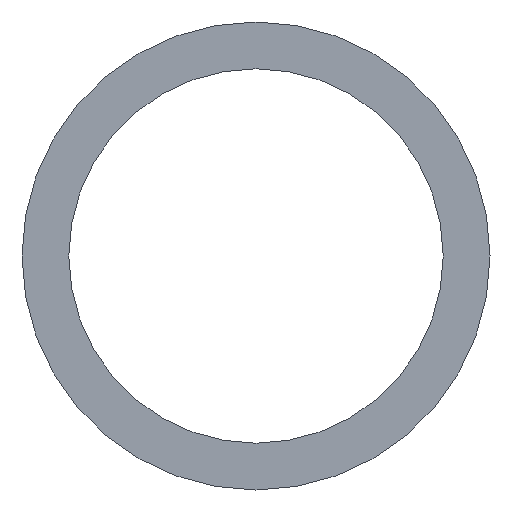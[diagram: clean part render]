
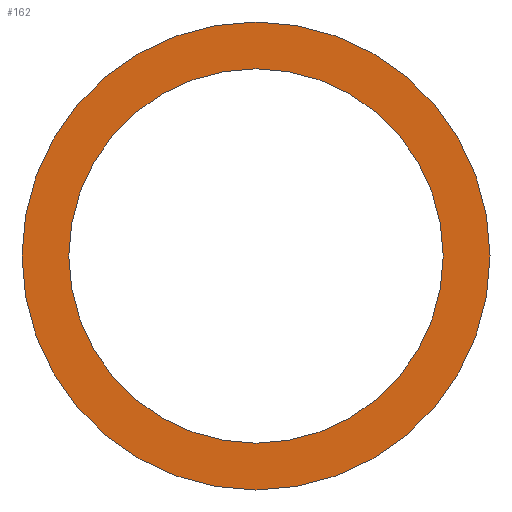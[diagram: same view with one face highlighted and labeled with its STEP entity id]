
A CAD part, left-side view. The second image highlights one B-rep face of the part: STEP entity #162.
In plain terms, the highlighted planar face has unit normal (-1, 0, 0).
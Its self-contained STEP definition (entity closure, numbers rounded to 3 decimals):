
#3 = EDGE_CURVE ( 'NONE', #193, #80, #18, .T. ) ;
#7 = ORIENTED_EDGE ( 'NONE', *, *, #237, .F. ) ;
#16 = DIRECTION ( 'NONE',  ( 0., 0., -1. ) ) ;
#18 = CIRCLE ( 'NONE', #150, 20. ) ;
#19 = EDGE_CURVE ( 'NONE', #80, #193, #86, .T. ) ;
#24 = DIRECTION ( 'NONE',  ( 0., 0., -1. ) ) ;
#25 = VERTEX_POINT ( 'NONE', #28 ) ;
#27 = DIRECTION ( 'NONE',  ( 1., 0., 0. ) ) ;
#28 = CARTESIAN_POINT ( 'NONE',  ( 0., 0., -25. ) ) ;
#35 = CIRCLE ( 'NONE', #199, 25. ) ;
#39 = VERTEX_POINT ( 'NONE', #44 ) ;
#44 = CARTESIAN_POINT ( 'NONE',  ( 0., 0., 25. ) ) ;
#51 = EDGE_CURVE ( 'NONE', #25, #39, #239, .T. ) ;
#52 = FACE_OUTER_BOUND ( 'NONE', #97, .T. ) ;
#62 = CARTESIAN_POINT ( 'NONE',  ( 0., 0., 0. ) ) ;
#77 = CARTESIAN_POINT ( 'NONE',  ( 0., 0., 0. ) ) ;
#80 = VERTEX_POINT ( 'NONE', #217 ) ;
#86 = CIRCLE ( 'NONE', #190, 20. ) ;
#95 = DIRECTION ( 'NONE',  ( 0., 0., -1. ) ) ;
#97 = EDGE_LOOP ( 'NONE', ( #7, #175 ) ) ;
#99 = EDGE_LOOP ( 'NONE', ( #189, #166 ) ) ;
#100 = DIRECTION ( 'NONE',  ( 1., 0., 0. ) ) ;
#105 = CARTESIAN_POINT ( 'NONE',  ( 0., 0., 0. ) ) ;
#123 = CARTESIAN_POINT ( 'NONE',  ( 0., 0., -20. ) ) ;
#124 = CARTESIAN_POINT ( 'NONE',  ( 0., 0., 0. ) ) ;
#126 = PLANE ( 'NONE',  #135 ) ;
#135 = AXIS2_PLACEMENT_3D ( 'NONE', #105, #198, #16 ) ;
#141 = DIRECTION ( 'NONE',  ( 1., 0., 0. ) ) ;
#150 = AXIS2_PLACEMENT_3D ( 'NONE', #192, #100, #24 ) ;
#162 = ADVANCED_FACE ( 'NONE', ( #52, #236 ), #126, .F. ) ;
#166 = ORIENTED_EDGE ( 'NONE', *, *, #3, .T. ) ;
#175 = ORIENTED_EDGE ( 'NONE', *, *, #51, .F. ) ;
#188 = DIRECTION ( 'NONE',  ( 0., 0., -1. ) ) ;
#189 = ORIENTED_EDGE ( 'NONE', *, *, #19, .T. ) ;
#190 = AXIS2_PLACEMENT_3D ( 'NONE', #62, #141, #188 ) ;
#192 = CARTESIAN_POINT ( 'NONE',  ( 0., 0., 0. ) ) ;
#193 = VERTEX_POINT ( 'NONE', #123 ) ;
#195 = DIRECTION ( 'NONE',  ( 0., 0., -1. ) ) ;
#198 = DIRECTION ( 'NONE',  ( 1., 0., 0. ) ) ;
#199 = AXIS2_PLACEMENT_3D ( 'NONE', #124, #238, #195 ) ;
#217 = CARTESIAN_POINT ( 'NONE',  ( 0., 0., 20. ) ) ;
#236 = FACE_BOUND ( 'NONE', #99, .T. ) ;
#237 = EDGE_CURVE ( 'NONE', #39, #25, #35, .T. ) ;
#238 = DIRECTION ( 'NONE',  ( 1., 0., 0. ) ) ;
#239 = CIRCLE ( 'NONE', #248, 25. ) ;
#248 = AXIS2_PLACEMENT_3D ( 'NONE', #77, #27, #95 ) ;
